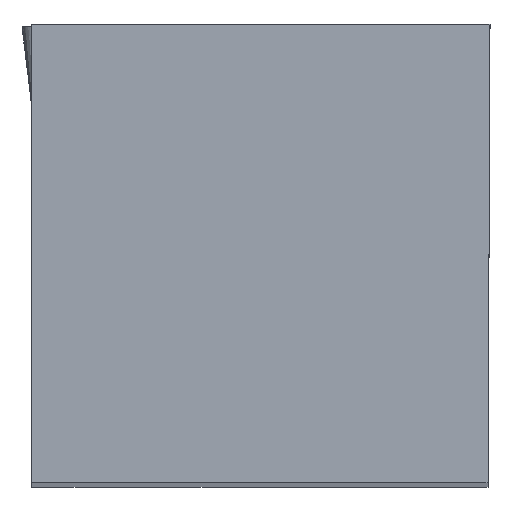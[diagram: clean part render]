
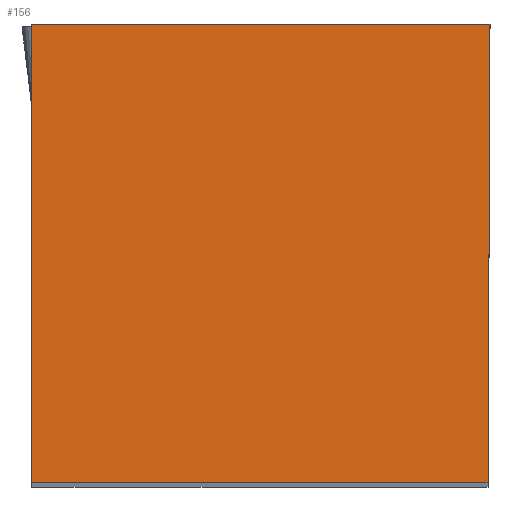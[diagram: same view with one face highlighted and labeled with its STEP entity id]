
A CAD part, top view. The second image highlights one B-rep face of the part: STEP entity #156.
In plain terms, the highlighted planar face has unit normal (0, 0, 1).
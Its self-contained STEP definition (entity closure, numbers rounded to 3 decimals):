
#125=FACE_OUTER_BOUND('',#354,.T.);
#156=ADVANCED_FACE('BLANK_BOXF006',(#125),#181,.F.);
#181=PLANE('',#777);
#209=LINE('',#1125,#265);
#218=LINE('',#1143,#274);
#230=LINE('',#1168,#286);
#232=LINE('',#1171,#288);
#265=VECTOR('',#880,1.);
#274=VECTOR('',#893,1.);
#286=VECTOR('',#911,1.);
#288=VECTOR('',#915,1.);
#354=EDGE_LOOP('',(#486,#487,#488,#489));
#486=ORIENTED_EDGE('',*,*,#632,.F.);
#487=ORIENTED_EDGE('',*,*,#617,.F.);
#488=ORIENTED_EDGE('',*,*,#608,.F.);
#489=ORIENTED_EDGE('',*,*,#630,.F.);
#546=VERTEX_POINT('',#1124);
#547=VERTEX_POINT('',#1126);
#554=VERTEX_POINT('',#1144);
#563=VERTEX_POINT('',#1167);
#608=EDGE_CURVE('',#546,#547,#209,.T.);
#617=EDGE_CURVE('',#547,#554,#218,.T.);
#630=EDGE_CURVE('',#563,#546,#230,.T.);
#632=EDGE_CURVE('',#554,#563,#232,.T.);
#777=AXIS2_PLACEMENT_3D('',#1197,#943,#944);
#880=DIRECTION('',(-0.004,-1.,0.));
#893=DIRECTION('',(-1.,0.,0.));
#911=DIRECTION('',(1.,0.,0.));
#915=DIRECTION('',(0.,1.,0.));
#943=DIRECTION('',(0.,0.,-1.));
#944=DIRECTION('',(-1.,0.,0.));
#1124=CARTESIAN_POINT('',(0.,24.875,0.));
#1125=CARTESIAN_POINT('',(0.604,163.348,0.));
#1126=CARTESIAN_POINT('',(-0.109,0.,0.));
#1143=CARTESIAN_POINT('',(163.35,0.,0.));
#1144=CARTESIAN_POINT('',(-24.875,0.,0.));
#1167=CARTESIAN_POINT('',(-24.875,24.875,0.));
#1168=CARTESIAN_POINT('',(-163.35,24.875,0.));
#1171=CARTESIAN_POINT('',(-24.875,-163.35,0.));
#1197=CARTESIAN_POINT('',(-29.875,-5.,0.));
